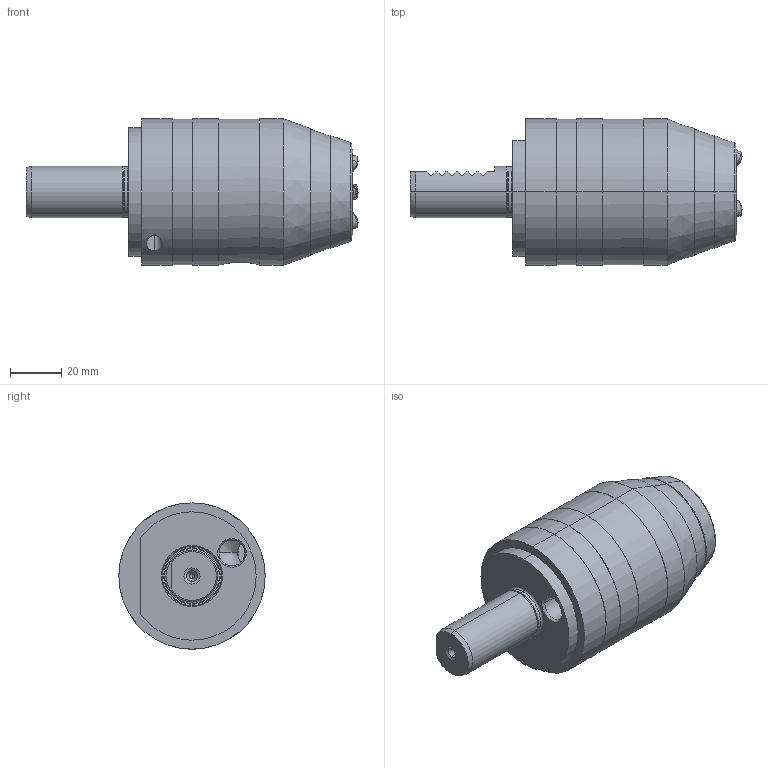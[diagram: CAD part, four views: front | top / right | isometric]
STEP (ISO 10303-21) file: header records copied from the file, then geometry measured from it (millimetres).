
FILE_DESCRIPTION (( 'STEP AP214' ), '1' );
FILE_NAME ('10.09.2020_70.05.046.201.STEP', '2020-09-10T13:28:22', ( '' ), ( '' ), 'SwSTEP 2.0', 'SolidWorks 2014', '' );
FILE_SCHEMA (( 'AUTOMOTIVE_DESIGN' ));
Length unit declared in the file: millimetre
Products named in the file (1): 10.09.2020_70.05.046.201
Bounding box: 129.34 x 57 x 57 mm (x, y, z)
Volume: 186022.1 mm3; surface area: 69237.5 mm2
Topology: 20 solids, 20 shells, 624 faces, 1554 edges, 958 vertices
Faces by surface type: cylinder 220, plane 202, cone 148, torus 42, sphere 12
Entity records: 26886 total; most frequent: CARTESIAN_POINT 5134, DIRECTION 3151, ORIENTED_EDGE 3018, EDGE_CURVE 1509, AXIS2_PLACEMENT_3D 1256, VERTEX_POINT 937, EDGE_LOOP 698, UNCERTAINTY_MEASURE_WITH_UNIT 646
